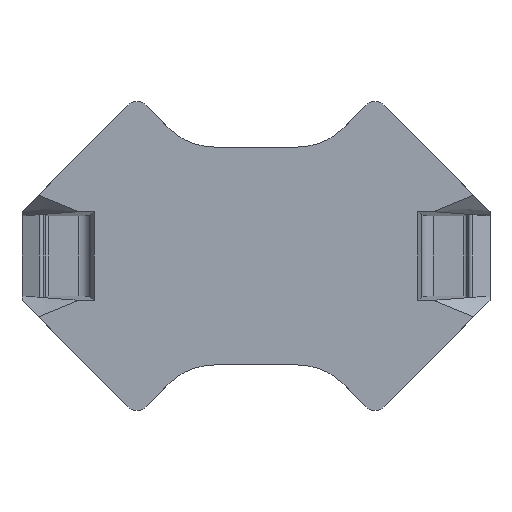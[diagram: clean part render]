
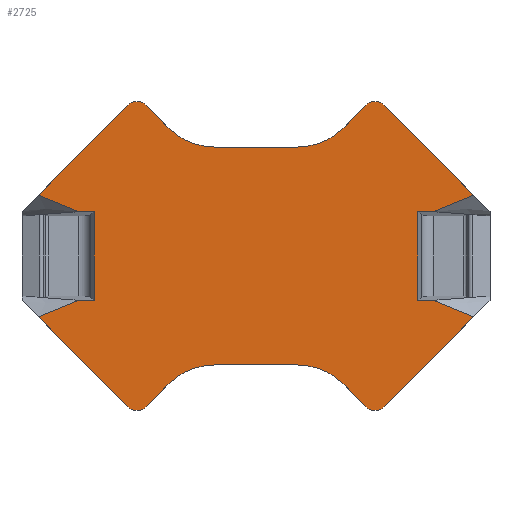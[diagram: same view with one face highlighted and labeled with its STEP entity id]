
A CAD part, front view. The second image highlights one B-rep face of the part: STEP entity #2725.
In plain terms, the highlighted planar face has unit normal (0, -1, 0).
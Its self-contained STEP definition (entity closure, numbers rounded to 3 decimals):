
#1=DIRECTION('',(-0.924,0.,-0.383));
#2=VECTOR('',#1,1.351);
#3=CARTESIAN_POINT('',(-5.55,0.,-1.382));
#4=LINE('',#3,#2);
#5=DIRECTION('',(0.,0.,1.));
#6=VECTOR('',#5,2.764);
#7=CARTESIAN_POINT('',(-5.042,0.,-1.382));
#8=LINE('',#7,#6);
#9=DIRECTION('',(0.924,0.,-0.383));
#10=VECTOR('',#9,1.351);
#11=CARTESIAN_POINT('',(-6.798,0.,1.899));
#12=LINE('',#11,#10);
#13=DIRECTION('',(0.707,0.,0.707));
#14=VECTOR('',#13,3.964);
#15=CARTESIAN_POINT('',(-6.798,0.,1.899));
#16=LINE('',#15,#14);
#17=CARTESIAN_POINT('',(-3.712,0.,4.419));
#18=DIRECTION('',(0.,1.,0.));
#19=DIRECTION('',(-0.707,0.,0.707));
#20=AXIS2_PLACEMENT_3D('',#17,#18,#19);
#22=DIRECTION('',(0.707,0.,-0.707));
#23=VECTOR('',#22,1.013);
#24=CARTESIAN_POINT('',(-3.429,0.,4.702));
#25=LINE('',#24,#23);
#26=DIRECTION('',(1.,0.,0.));
#27=VECTOR('',#26,2.598);
#28=CARTESIAN_POINT('',(-1.299,0.,3.4));
#29=LINE('',#28,#27);
#30=DIRECTION('',(0.707,0.,0.707));
#31=VECTOR('',#30,1.013);
#32=CARTESIAN_POINT('',(2.713,0.,3.986));
#33=LINE('',#32,#31);
#34=CARTESIAN_POINT('',(3.712,0.,4.419));
#35=DIRECTION('',(0.,-1.,0.));
#36=DIRECTION('',(0.707,0.,0.707));
#37=AXIS2_PLACEMENT_3D('',#34,#35,#36);
#39=DIRECTION('',(0.707,0.,-0.707));
#40=VECTOR('',#39,3.964);
#41=CARTESIAN_POINT('',(3.995,0.,4.702));
#42=LINE('',#41,#40);
#43=DIRECTION('',(0.924,0.,0.383));
#44=VECTOR('',#43,1.351);
#45=CARTESIAN_POINT('',(5.55,0.,1.382));
#46=LINE('',#45,#44);
#47=DIRECTION('',(0.,0.,1.));
#48=VECTOR('',#47,2.764);
#49=CARTESIAN_POINT('',(5.042,0.,-1.382));
#50=LINE('',#49,#48);
#51=DIRECTION('',(-0.924,0.,0.383));
#52=VECTOR('',#51,1.351);
#53=CARTESIAN_POINT('',(6.798,0.,-1.899));
#54=LINE('',#53,#52);
#55=DIRECTION('',(-0.707,0.,-0.707));
#56=VECTOR('',#55,3.964);
#57=CARTESIAN_POINT('',(6.798,0.,-1.899));
#58=LINE('',#57,#56);
#59=CARTESIAN_POINT('',(3.712,0.,-4.419));
#60=DIRECTION('',(0.,1.,0.));
#61=DIRECTION('',(0.707,0.,-0.707));
#62=AXIS2_PLACEMENT_3D('',#59,#60,#61);
#64=DIRECTION('',(-0.707,0.,0.707));
#65=VECTOR('',#64,1.013);
#66=CARTESIAN_POINT('',(3.429,0.,-4.702));
#67=LINE('',#66,#65);
#68=DIRECTION('',(-1.,0.,0.));
#69=VECTOR('',#68,2.598);
#70=CARTESIAN_POINT('',(1.299,0.,-3.4));
#71=LINE('',#70,#69);
#72=DIRECTION('',(-0.707,0.,-0.707));
#73=VECTOR('',#72,1.013);
#74=CARTESIAN_POINT('',(-2.713,0.,-3.986));
#75=LINE('',#74,#73);
#76=CARTESIAN_POINT('',(-3.712,0.,-4.419));
#77=DIRECTION('',(0.,-1.,0.));
#78=DIRECTION('',(-0.707,0.,-0.707));
#79=AXIS2_PLACEMENT_3D('',#76,#77,#78);
#81=DIRECTION('',(-0.707,0.,0.707));
#82=VECTOR('',#81,3.964);
#83=CARTESIAN_POINT('',(-3.995,0.,-4.702));
#84=LINE('',#83,#82);
#111=DIRECTION('',(-1.,0.,0.));
#112=VECTOR('',#111,0.508);
#113=CARTESIAN_POINT('',(-5.042,0.,-1.382));
#114=LINE('',#113,#112);
#151=DIRECTION('',(1.,0.,0.));
#152=VECTOR('',#151,0.508);
#153=CARTESIAN_POINT('',(-5.55,0.,1.382));
#154=LINE('',#153,#152);
#457=CARTESIAN_POINT('',(-1.299,0.,-5.4));
#458=DIRECTION('',(0.,1.,0.));
#459=DIRECTION('',(-0.707,0.,0.707));
#460=AXIS2_PLACEMENT_3D('',#457,#458,#459);
#470=CARTESIAN_POINT('',(1.299,0.,-5.4));
#471=DIRECTION('',(0.,1.,0.));
#472=DIRECTION('',(0.,0.,1.));
#473=AXIS2_PLACEMENT_3D('',#470,#471,#472);
#771=DIRECTION('',(-1.,0.,0.));
#772=VECTOR('',#771,0.508);
#773=CARTESIAN_POINT('',(5.55,0.,-1.382));
#774=LINE('',#773,#772);
#843=DIRECTION('',(1.,0.,0.));
#844=VECTOR('',#843,0.508);
#845=CARTESIAN_POINT('',(5.042,0.,1.382));
#846=LINE('',#845,#844);
#1076=CARTESIAN_POINT('',(-1.299,0.,5.4));
#1077=DIRECTION('',(0.,1.,0.));
#1078=DIRECTION('',(0.,0.,-1.));
#1079=AXIS2_PLACEMENT_3D('',#1076,#1077,#1078);
#1089=CARTESIAN_POINT('',(1.299,0.,5.4));
#1090=DIRECTION('',(0.,1.,0.));
#1091=DIRECTION('',(0.707,0.,-0.707));
#1092=AXIS2_PLACEMENT_3D('',#1089,#1090,#1091);
#2397=CARTESIAN_POINT('',(3.995,0.,4.702));
#2398=CARTESIAN_POINT('',(3.429,0.,4.702));
#2399=VERTEX_POINT('',#2397);
#2400=VERTEX_POINT('',#2398);
#2417=CARTESIAN_POINT('',(3.995,0.,-4.702));
#2418=CARTESIAN_POINT('',(3.429,0.,-4.702));
#2419=VERTEX_POINT('',#2417);
#2420=VERTEX_POINT('',#2418);
#2421=CARTESIAN_POINT('',(-3.995,0.,4.702));
#2422=CARTESIAN_POINT('',(-3.429,0.,4.702));
#2423=VERTEX_POINT('',#2421);
#2424=VERTEX_POINT('',#2422);
#2425=CARTESIAN_POINT('',(-3.995,0.,-4.702));
#2426=CARTESIAN_POINT('',(-3.429,0.,-4.702));
#2427=VERTEX_POINT('',#2425);
#2428=VERTEX_POINT('',#2426);
#2437=CARTESIAN_POINT('',(2.713,0.,3.986));
#2438=VERTEX_POINT('',#2437);
#2439=CARTESIAN_POINT('',(2.713,0.,-3.986));
#2440=VERTEX_POINT('',#2439);
#2441=CARTESIAN_POINT('',(-2.713,0.,3.986));
#2442=VERTEX_POINT('',#2441);
#2443=CARTESIAN_POINT('',(-2.713,0.,-3.986));
#2444=VERTEX_POINT('',#2443);
#2445=CARTESIAN_POINT('',(-1.299,0.,3.4));
#2446=CARTESIAN_POINT('',(1.299,0.,3.4));
#2447=VERTEX_POINT('',#2445);
#2448=VERTEX_POINT('',#2446);
#2449=CARTESIAN_POINT('',(1.299,0.,-3.4));
#2450=CARTESIAN_POINT('',(-1.299,0.,-3.4));
#2451=VERTEX_POINT('',#2449);
#2452=VERTEX_POINT('',#2450);
#2584=CARTESIAN_POINT('',(5.042,0.,-1.382));
#2585=CARTESIAN_POINT('',(5.042,0.,1.382));
#2586=VERTEX_POINT('',#2584);
#2587=VERTEX_POINT('',#2585);
#2592=CARTESIAN_POINT('',(6.798,0.,-1.899));
#2593=CARTESIAN_POINT('',(5.55,0.,-1.382));
#2594=VERTEX_POINT('',#2592);
#2595=VERTEX_POINT('',#2593);
#2596=CARTESIAN_POINT('',(5.55,0.,1.382));
#2597=CARTESIAN_POINT('',(6.798,0.,1.899));
#2598=VERTEX_POINT('',#2596);
#2599=VERTEX_POINT('',#2597);
#2625=CARTESIAN_POINT('',(-5.042,0.,-1.382));
#2626=CARTESIAN_POINT('',(-5.042,0.,1.382));
#2627=VERTEX_POINT('',#2625);
#2628=VERTEX_POINT('',#2626);
#2633=CARTESIAN_POINT('',(-5.55,0.,-1.382));
#2634=CARTESIAN_POINT('',(-6.798,0.,-1.899));
#2635=VERTEX_POINT('',#2633);
#2636=VERTEX_POINT('',#2634);
#2637=CARTESIAN_POINT('',(-6.798,0.,1.899));
#2638=CARTESIAN_POINT('',(-5.55,0.,1.382));
#2639=VERTEX_POINT('',#2637);
#2640=VERTEX_POINT('',#2638);
#2662=CARTESIAN_POINT('',(0.,0.,0.));
#2663=DIRECTION('',(0.,1.,0.));
#2664=DIRECTION('',(1.,0.,0.));
#2665=AXIS2_PLACEMENT_3D('',#2662,#2663,#2664);
#2666=PLANE('',#2665);
#2668=ORIENTED_EDGE('',*,*,#2667,.F.);
#2670=ORIENTED_EDGE('',*,*,#2669,.F.);
#2672=ORIENTED_EDGE('',*,*,#2671,.T.);
#2674=ORIENTED_EDGE('',*,*,#2673,.F.);
#2676=ORIENTED_EDGE('',*,*,#2675,.F.);
#2678=ORIENTED_EDGE('',*,*,#2677,.T.);
#2680=ORIENTED_EDGE('',*,*,#2679,.T.);
#2682=ORIENTED_EDGE('',*,*,#2681,.T.);
#2684=ORIENTED_EDGE('',*,*,#2683,.F.);
#2686=ORIENTED_EDGE('',*,*,#2685,.T.);
#2688=ORIENTED_EDGE('',*,*,#2687,.F.);
#2690=ORIENTED_EDGE('',*,*,#2689,.T.);
#2692=ORIENTED_EDGE('',*,*,#2691,.F.);
#2694=ORIENTED_EDGE('',*,*,#2693,.T.);
#2696=ORIENTED_EDGE('',*,*,#2695,.F.);
#2698=ORIENTED_EDGE('',*,*,#2697,.F.);
#2700=ORIENTED_EDGE('',*,*,#2699,.F.);
#2702=ORIENTED_EDGE('',*,*,#2701,.F.);
#2704=ORIENTED_EDGE('',*,*,#2703,.F.);
#2706=ORIENTED_EDGE('',*,*,#2705,.T.);
#2708=ORIENTED_EDGE('',*,*,#2707,.T.);
#2710=ORIENTED_EDGE('',*,*,#2709,.T.);
#2712=ORIENTED_EDGE('',*,*,#2711,.F.);
#2714=ORIENTED_EDGE('',*,*,#2713,.T.);
#2716=ORIENTED_EDGE('',*,*,#2715,.F.);
#2718=ORIENTED_EDGE('',*,*,#2717,.T.);
#2720=ORIENTED_EDGE('',*,*,#2719,.F.);
#2722=ORIENTED_EDGE('',*,*,#2721,.T.);
#2723=EDGE_LOOP('',(#2668,#2670,#2672,#2674,#2676,#2678,#2680,#2682,#2684,#2686,
#2688,#2690,#2692,#2694,#2696,#2698,#2700,#2702,#2704,#2706,#2708,#2710,#2712,
#2714,#2716,#2718,#2720,#2722));
#2724=FACE_OUTER_BOUND('',#2723,.F.);
#2725=ADVANCED_FACE('',(#2724),#2666,.F.);
#21=CIRCLE('',#20,0.4);
#38=CIRCLE('',#37,0.4);
#63=CIRCLE('',#62,0.4);
#80=CIRCLE('',#79,0.4);
#461=CIRCLE('',#460,2.);
#474=CIRCLE('',#473,2.);
#1080=CIRCLE('',#1079,2.);
#1093=CIRCLE('',#1092,2.);
#2667=EDGE_CURVE('',#2635,#2636,#4,.T.);
#2669=EDGE_CURVE('',#2627,#2635,#114,.T.);
#2671=EDGE_CURVE('',#2627,#2628,#8,.T.);
#2673=EDGE_CURVE('',#2640,#2628,#154,.T.);
#2675=EDGE_CURVE('',#2639,#2640,#12,.T.);
#2677=EDGE_CURVE('',#2639,#2423,#16,.T.);
#2679=EDGE_CURVE('',#2423,#2424,#21,.T.);
#2681=EDGE_CURVE('',#2424,#2442,#25,.T.);
#2683=EDGE_CURVE('',#2447,#2442,#1080,.T.);
#2685=EDGE_CURVE('',#2447,#2448,#29,.T.);
#2687=EDGE_CURVE('',#2438,#2448,#1093,.T.);
#2689=EDGE_CURVE('',#2438,#2400,#33,.T.);
#2691=EDGE_CURVE('',#2399,#2400,#38,.T.);
#2693=EDGE_CURVE('',#2399,#2599,#42,.T.);
#2695=EDGE_CURVE('',#2598,#2599,#46,.T.);
#2697=EDGE_CURVE('',#2587,#2598,#846,.T.);
#2699=EDGE_CURVE('',#2586,#2587,#50,.T.);
#2701=EDGE_CURVE('',#2595,#2586,#774,.T.);
#2703=EDGE_CURVE('',#2594,#2595,#54,.T.);
#2705=EDGE_CURVE('',#2594,#2419,#58,.T.);
#2707=EDGE_CURVE('',#2419,#2420,#63,.T.);
#2709=EDGE_CURVE('',#2420,#2440,#67,.T.);
#2711=EDGE_CURVE('',#2451,#2440,#474,.T.);
#2713=EDGE_CURVE('',#2451,#2452,#71,.T.);
#2715=EDGE_CURVE('',#2444,#2452,#461,.T.);
#2717=EDGE_CURVE('',#2444,#2428,#75,.T.);
#2719=EDGE_CURVE('',#2427,#2428,#80,.T.);
#2721=EDGE_CURVE('',#2427,#2636,#84,.T.);
